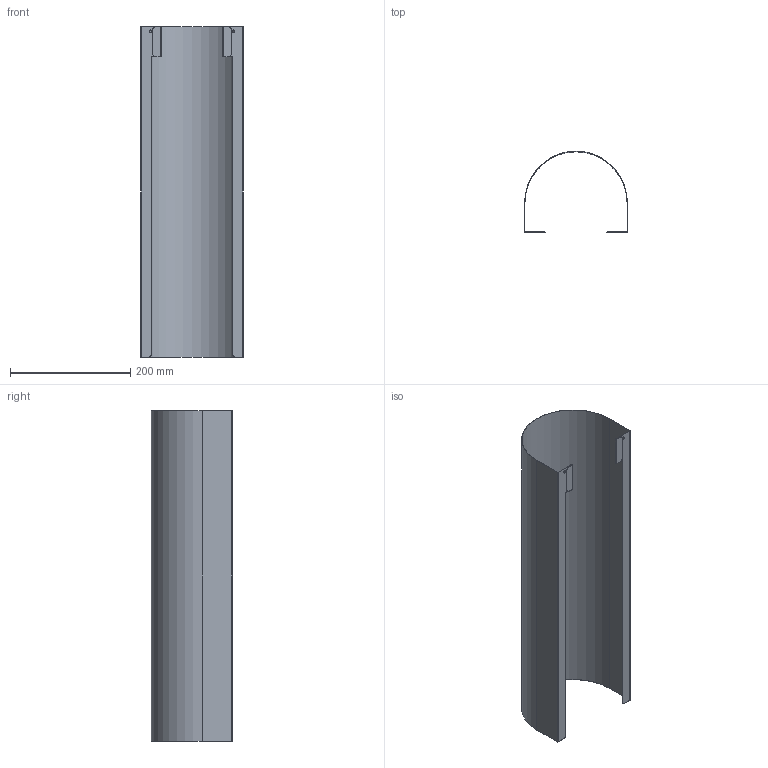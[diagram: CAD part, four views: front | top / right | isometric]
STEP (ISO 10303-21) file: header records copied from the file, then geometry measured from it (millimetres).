
FILE_DESCRIPTION(/* description */ ('Teleskop vägg/Tak '),/* implementation_level */ '2;1');
FILE_NAME(/* name */ 'PVT-125.stp',/* time_stamp */ '2016-02-04T06:49:10+01:00',/* author */ ('John'),/* organization */ (''),/* preprocessor_version */ 'ST-DEVELOPER v15.6',/* originating_system */ 'Autodesk Inventor 2015',/* authorisation */ '');
FILE_SCHEMA (('AUTOMOTIVE_DESIGN { 1 0 10303 214 3 1 1 }'));
Length unit declared in the file: millimetre
Products named in the file (1): PVT-125
Bounding box: 171 x 136.5 x 550 mm (x, y, z)
Volume: 111943.8 mm3; surface area: 448793.2 mm2
Topology: 1 solids, 1 shells, 58 faces, 130 edges, 74 vertices
Faces by surface type: plane 40, cylinder 18
Full cylindrical faces by diameter (mm): 4 x2
Entity records: 1570 total; most frequent: DIRECTION 280, CARTESIAN_POINT 257, ORIENTED_EDGE 252, EDGE_CURVE 126, AXIS2_PLACEMENT_3D 95, LINE 90, VECTOR 90, VERTEX_POINT 72
